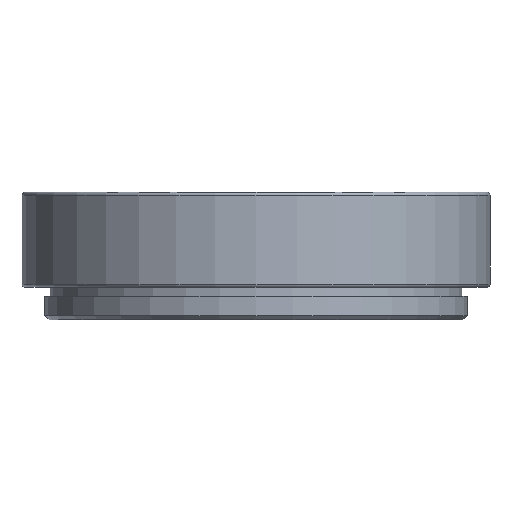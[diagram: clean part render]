
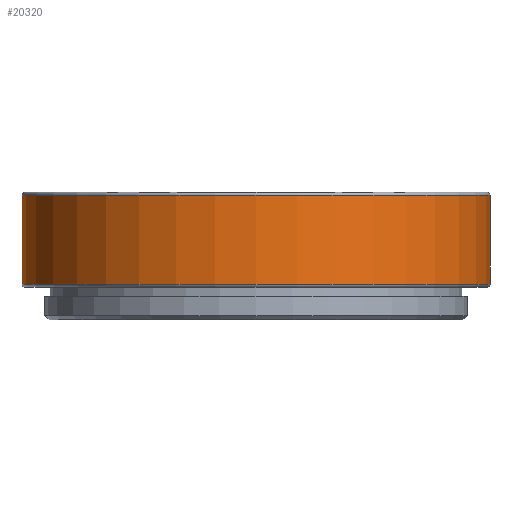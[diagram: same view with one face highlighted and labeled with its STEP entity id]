
A CAD part, front view. The second image highlights one B-rep face of the part: STEP entity #20320.
In plain terms, the highlighted cylindrical face has radius 21.6 mm (diameter 43.2 mm), a partial arc.
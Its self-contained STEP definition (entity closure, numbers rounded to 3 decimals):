
#180 = CYLINDRICAL_SURFACE ( 'NONE', #7165, 21.6 ) ;
#223 = AXIS2_PLACEMENT_3D ( 'NONE', #17486, #10621, #2355 ) ;
#1625 = VERTEX_POINT ( 'NONE', #4244 ) ;
#2355 = DIRECTION ( 'NONE',  ( -1., 0., 0. ) ) ;
#2599 = ORIENTED_EDGE ( 'NONE', *, *, #14184, .T. ) ;
#3184 = EDGE_CURVE ( 'NONE', #16188, #9672, #19663, .T. ) ;
#3486 = CARTESIAN_POINT ( 'NONE',  ( -37.332, 3.852, -5.9 ) ) ;
#3682 = CARTESIAN_POINT ( 'NONE',  ( -37.332, 3.852, 5.6 ) ) ;
#4160 = ORIENTED_EDGE ( 'NONE', *, *, #12799, .T. ) ;
#4244 = CARTESIAN_POINT ( 'NONE',  ( -37.332, 3.852, -2.6 ) ) ;
#4431 = DIRECTION ( 'NONE',  ( 0., 0., -1. ) ) ;
#4875 = CARTESIAN_POINT ( 'NONE',  ( -15.732, 3.852, -5.9 ) ) ;
#6613 = DIRECTION ( 'NONE',  ( 0., 0., -1. ) ) ;
#7055 = DIRECTION ( 'NONE',  ( 0., 0., -1. ) ) ;
#7165 = AXIS2_PLACEMENT_3D ( 'NONE', #4875, #6613, #8249 ) ;
#7575 = DIRECTION ( 'NONE',  ( 1., 0., 0. ) ) ;
#8249 = DIRECTION ( 'NONE',  ( -1., 0., 0. ) ) ;
#8287 = VECTOR ( 'NONE', #11527, 1000. ) ;
#8573 = EDGE_CURVE ( 'NONE', #16188, #17239, #19782, .T. ) ;
#9069 = ORIENTED_EDGE ( 'NONE', *, *, #8573, .F. ) ;
#9265 = CIRCLE ( 'NONE', #223, 21.6 ) ;
#9327 = CARTESIAN_POINT ( 'NONE',  ( -15.732, 3.852, 5.6 ) ) ;
#9672 = VERTEX_POINT ( 'NONE', #3682 ) ;
#10201 = CARTESIAN_POINT ( 'NONE',  ( 5.868, 3.852, -5.9 ) ) ;
#10621 = DIRECTION ( 'NONE',  ( 0., 0., 1. ) ) ;
#11527 = DIRECTION ( 'NONE',  ( 0., 0., -1. ) ) ;
#12799 = EDGE_CURVE ( 'NONE', #9672, #1625, #16556, .T. ) ;
#13073 = AXIS2_PLACEMENT_3D ( 'NONE', #9327, #4431, #7575 ) ;
#13141 = FACE_OUTER_BOUND ( 'NONE', #14831, .T. ) ;
#13483 = CARTESIAN_POINT ( 'NONE',  ( 5.868, 3.852, 5.6 ) ) ;
#14184 = EDGE_CURVE ( 'NONE', #1625, #17239, #9265, .T. ) ;
#14831 = EDGE_LOOP ( 'NONE', ( #9069, #20336, #4160, #2599 ) ) ;
#16188 = VERTEX_POINT ( 'NONE', #13483 ) ;
#16556 = LINE ( 'NONE', #3486, #21398 ) ;
#17239 = VERTEX_POINT ( 'NONE', #18929 ) ;
#17486 = CARTESIAN_POINT ( 'NONE',  ( -15.732, 3.852, -2.6 ) ) ;
#18929 = CARTESIAN_POINT ( 'NONE',  ( 5.868, 3.852, -2.6 ) ) ;
#19663 = CIRCLE ( 'NONE', #13073, 21.6 ) ;
#19782 = LINE ( 'NONE', #10201, #8287 ) ;
#20320 = ADVANCED_FACE ( 'NONE', ( #13141 ), #180, .T. ) ;
#20336 = ORIENTED_EDGE ( 'NONE', *, *, #3184, .T. ) ;
#21398 = VECTOR ( 'NONE', #7055, 1000. ) ;
